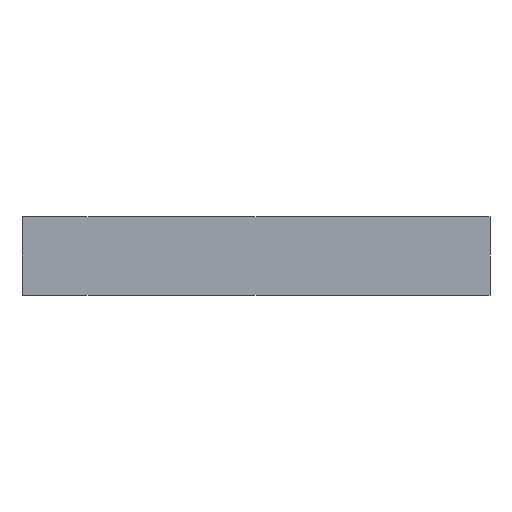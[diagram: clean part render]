
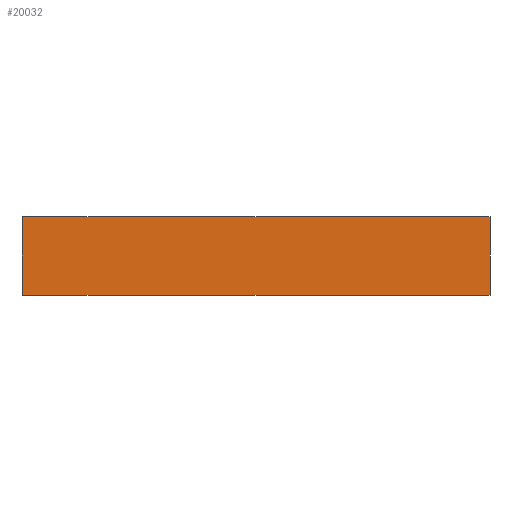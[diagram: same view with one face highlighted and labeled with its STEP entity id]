
A CAD part, front view. The second image highlights one B-rep face of the part: STEP entity #20032.
In plain terms, the highlighted planar face has unit normal (0, -1, 0).
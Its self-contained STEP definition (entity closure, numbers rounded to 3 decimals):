
#9956 = PLANE('',#9957);
#9957 = AXIS2_PLACEMENT_3D('',#9958,#9959,#9960);
#9958 = CARTESIAN_POINT('',(0.,0.,1.6)
  );
#9959 = DIRECTION('',(0.,0.,1.));
#9960 = DIRECTION('',(0.,1.,0.));
#10012 = PLANE('',#10013);
#10013 = AXIS2_PLACEMENT_3D('',#10014,#10015,#10016);
#10014 = CARTESIAN_POINT('',(0.,0.,-1.6
    ));
#10015 = DIRECTION('',(0.,0.,-1.));
#10016 = DIRECTION('',(-1.,0.,0.));
#14606 = EDGE_CURVE('',#14607,#14609,#14611,.T.);
#14607 = VERTEX_POINT('',#14608);
#14608 = CARTESIAN_POINT('',(9.5,-82.5,1.6));
#14609 = VERTEX_POINT('',#14610);
#14610 = CARTESIAN_POINT('',(-9.5,-82.5,1.6));
#14611 = SURFACE_CURVE('',#14612,(#14616,#14623),.PCURVE_S1.);
#14612 = LINE('',#14613,#14614);
#14613 = CARTESIAN_POINT('',(9.5,-82.5,1.6));
#14614 = VECTOR('',#14615,1.);
#14615 = DIRECTION('',(-1.,0.,0.));
#14616 = PCURVE('',#9956,#14617);
#14617 = DEFINITIONAL_REPRESENTATION('',(#14618),#14622);
#14618 = LINE('',#14619,#14620);
#14619 = CARTESIAN_POINT('',(-82.5,-9.5));
#14620 = VECTOR('',#14621,1.);
#14621 = DIRECTION('',(0.,1.));
#14622 = ( GEOMETRIC_REPRESENTATION_CONTEXT(2) 
PARAMETRIC_REPRESENTATION_CONTEXT() REPRESENTATION_CONTEXT('2D SPACE',''
  ) );
#14623 = PCURVE('',#14624,#14629);
#14624 = PLANE('',#14625);
#14625 = AXIS2_PLACEMENT_3D('',#14626,#14627,#14628);
#14626 = CARTESIAN_POINT('',(0.,-82.5,0.));
#14627 = DIRECTION('',(0.,-1.,0.));
#14628 = DIRECTION('',(0.,0.,-1.));
#14629 = DEFINITIONAL_REPRESENTATION('',(#14630),#14634);
#14630 = LINE('',#14631,#14632);
#14631 = CARTESIAN_POINT('',(-1.6,9.5));
#14632 = VECTOR('',#14633,1.);
#14633 = DIRECTION('',(0.,-1.));
#14634 = ( GEOMETRIC_REPRESENTATION_CONTEXT(2) 
PARAMETRIC_REPRESENTATION_CONTEXT() REPRESENTATION_CONTEXT('2D SPACE',''
  ) );
#14652 = PLANE('',#14653);
#14653 = AXIS2_PLACEMENT_3D('',#14654,#14655,#14656);
#14654 = CARTESIAN_POINT('',(9.5,-70.,0.));
#14655 = DIRECTION('',(1.,0.,0.));
#14656 = DIRECTION('',(0.,0.,1.));
#15036 = PLANE('',#15037);
#15037 = AXIS2_PLACEMENT_3D('',#15038,#15039,#15040);
#15038 = CARTESIAN_POINT('',(-9.5,-70.,0.));
#15039 = DIRECTION('',(-1.,0.,0.));
#15040 = DIRECTION('',(0.,0.,-1.));
#15100 = EDGE_CURVE('',#15101,#15103,#15105,.T.);
#15101 = VERTEX_POINT('',#15102);
#15102 = CARTESIAN_POINT('',(-9.5,-82.5,-1.6));
#15103 = VERTEX_POINT('',#15104);
#15104 = CARTESIAN_POINT('',(9.5,-82.5,-1.6));
#15105 = SURFACE_CURVE('',#15106,(#15110,#15117),.PCURVE_S1.);
#15106 = LINE('',#15107,#15108);
#15107 = CARTESIAN_POINT('',(-9.5,-82.5,-1.6));
#15108 = VECTOR('',#15109,1.);
#15109 = DIRECTION('',(1.,-0.,0.));
#15110 = PCURVE('',#10012,#15111);
#15111 = DEFINITIONAL_REPRESENTATION('',(#15112),#15116);
#15112 = LINE('',#15113,#15114);
#15113 = CARTESIAN_POINT('',(9.5,-82.5));
#15114 = VECTOR('',#15115,1.);
#15115 = DIRECTION('',(-1.,0.));
#15116 = ( GEOMETRIC_REPRESENTATION_CONTEXT(2) 
PARAMETRIC_REPRESENTATION_CONTEXT() REPRESENTATION_CONTEXT('2D SPACE',''
  ) );
#15117 = PCURVE('',#14624,#15118);
#15118 = DEFINITIONAL_REPRESENTATION('',(#15119),#15123);
#15119 = LINE('',#15120,#15121);
#15120 = CARTESIAN_POINT('',(1.6,-9.5));
#15121 = VECTOR('',#15122,1.);
#15122 = DIRECTION('',(0.,1.));
#15123 = ( GEOMETRIC_REPRESENTATION_CONTEXT(2) 
PARAMETRIC_REPRESENTATION_CONTEXT() REPRESENTATION_CONTEXT('2D SPACE',''
  ) );
#20032 = ADVANCED_FACE('',(#20033),#14624,.T.);
#20033 = FACE_BOUND('',#20034,.T.);
#20034 = EDGE_LOOP('',(#20035,#20036,#20057,#20058));
#20035 = ORIENTED_EDGE('',*,*,#15100,.T.);
#20036 = ORIENTED_EDGE('',*,*,#20037,.F.);
#20037 = EDGE_CURVE('',#14607,#15103,#20038,.T.);
#20038 = SURFACE_CURVE('',#20039,(#20043,#20050),.PCURVE_S1.);
#20039 = LINE('',#20040,#20041);
#20040 = CARTESIAN_POINT('',(9.5,-82.5,1.6));
#20041 = VECTOR('',#20042,1.);
#20042 = DIRECTION('',(0.,0.,-1.));
#20043 = PCURVE('',#14624,#20044);
#20044 = DEFINITIONAL_REPRESENTATION('',(#20045),#20049);
#20045 = LINE('',#20046,#20047);
#20046 = CARTESIAN_POINT('',(-1.6,9.5));
#20047 = VECTOR('',#20048,1.);
#20048 = DIRECTION('',(1.,0.));
#20049 = ( GEOMETRIC_REPRESENTATION_CONTEXT(2) 
PARAMETRIC_REPRESENTATION_CONTEXT() REPRESENTATION_CONTEXT('2D SPACE',''
  ) );
#20050 = PCURVE('',#14652,#20051);
#20051 = DEFINITIONAL_REPRESENTATION('',(#20052),#20056);
#20052 = LINE('',#20053,#20054);
#20053 = CARTESIAN_POINT('',(1.6,12.5));
#20054 = VECTOR('',#20055,1.);
#20055 = DIRECTION('',(-1.,0.));
#20056 = ( GEOMETRIC_REPRESENTATION_CONTEXT(2) 
PARAMETRIC_REPRESENTATION_CONTEXT() REPRESENTATION_CONTEXT('2D SPACE',''
  ) );
#20057 = ORIENTED_EDGE('',*,*,#14606,.T.);
#20058 = ORIENTED_EDGE('',*,*,#20059,.T.);
#20059 = EDGE_CURVE('',#14609,#15101,#20060,.T.);
#20060 = SURFACE_CURVE('',#20061,(#20065,#20072),.PCURVE_S1.);
#20061 = LINE('',#20062,#20063);
#20062 = CARTESIAN_POINT('',(-9.5,-82.5,1.6));
#20063 = VECTOR('',#20064,1.);
#20064 = DIRECTION('',(0.,0.,-1.));
#20065 = PCURVE('',#14624,#20066);
#20066 = DEFINITIONAL_REPRESENTATION('',(#20067),#20071);
#20067 = LINE('',#20068,#20069);
#20068 = CARTESIAN_POINT('',(-1.6,-9.5));
#20069 = VECTOR('',#20070,1.);
#20070 = DIRECTION('',(1.,0.));
#20071 = ( GEOMETRIC_REPRESENTATION_CONTEXT(2) 
PARAMETRIC_REPRESENTATION_CONTEXT() REPRESENTATION_CONTEXT('2D SPACE',''
  ) );
#20072 = PCURVE('',#15036,#20073);
#20073 = DEFINITIONAL_REPRESENTATION('',(#20074),#20078);
#20074 = LINE('',#20075,#20076);
#20075 = CARTESIAN_POINT('',(-1.6,12.5));
#20076 = VECTOR('',#20077,1.);
#20077 = DIRECTION('',(1.,0.));
#20078 = ( GEOMETRIC_REPRESENTATION_CONTEXT(2) 
PARAMETRIC_REPRESENTATION_CONTEXT() REPRESENTATION_CONTEXT('2D SPACE',''
  ) );
